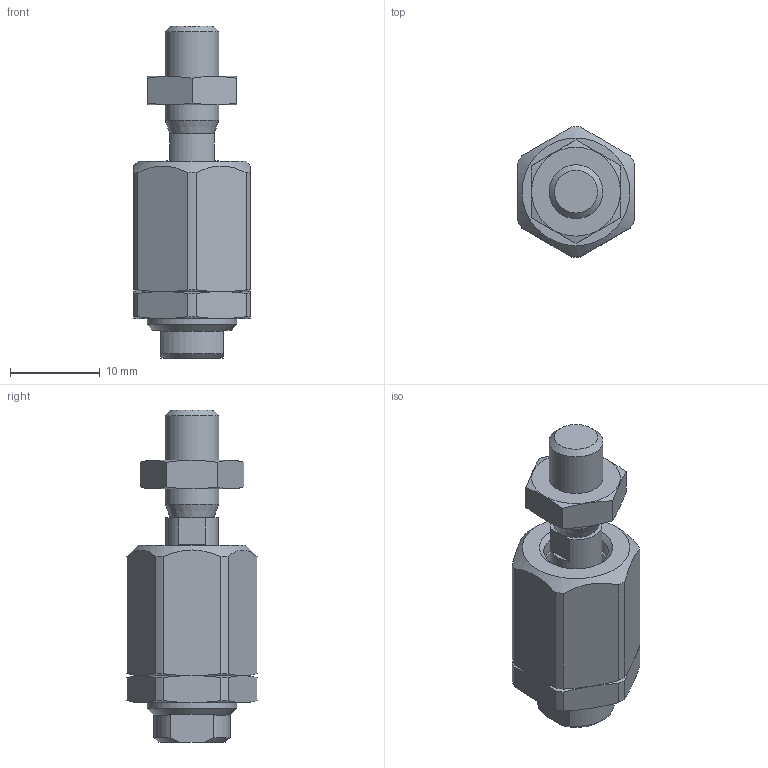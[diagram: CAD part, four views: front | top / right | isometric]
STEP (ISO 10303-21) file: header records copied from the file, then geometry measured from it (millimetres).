
FILE_DESCRIPTION(/* description */ ('STEP AP214'),/* implementation_level */ '2;1');
FILE_NAME(/* name */ '2061_FK-M6',/* time_stamp */ '2024-08-21T02:25:31+02:00',/* author */ ('License CC BY-ND 4.0'),/* organization */ ('CADENAS'),/* preprocessor_version */ 'ST-DEVELOPER v19.3',/* originating_system */ 'PARTsolutions',/* authorisation */ ' ');
FILE_SCHEMA (('AUTOMOTIVE_DESIGN {1 0 10303 214 3 1 1}'));
Length unit declared in the file: millimetre
Products named in the file (7): 2061 FK-M6---(asm_0_0); 2061 FK-M6---(GE); 2061 FK-M6---(0BO); DIN-439-B - M6(F); 2061 FK-M6---(BU); 2061 FK-M6---(MU); 2061 FK-M6---(KG)
Assembly tree (7 placements, depth 2):
  2061 FK-M6---(asm_0_0)
    2061 FK-M6---(GE)
    2061 FK-M6---(0BO)
    DIN-439-B - M6(F)
    2061 FK-M6---(BU)
    2061 FK-M6---(MU)
    2061 FK-M6---(KG)  x2
Bounding box: 13 x 14.5 x 37 mm (x, y, z)
Volume: 3023.7 mm3; surface area: 3345.8 mm2
Topology: 7 solids, 7 shells, 110 faces, 242 edges, 149 vertices
Faces by surface type: plane 43, cone 35, cylinder 28, sphere 4
Full cylindrical faces by diameter (mm): 4.917 x2, 5.8 x1, 6 x1, 6.7 x2, 7.2 x1, 8 x1, 8.8 x2, 8.917 x2, 9.8 x1, 10 x1
Entity records: 3010 total; most frequent: CARTESIAN_POINT 665, DIRECTION 458, ORIENTED_EDGE 402, AXIS2_PLACEMENT_3D 206, EDGE_CURVE 201, EDGE_LOOP 148, FACE_BOUND 148, VERTEX_POINT 141
